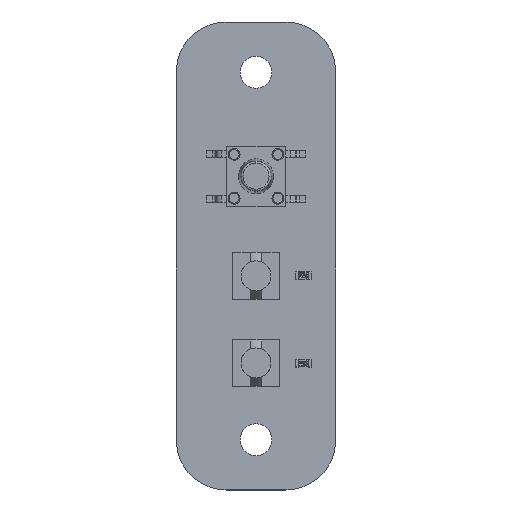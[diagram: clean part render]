
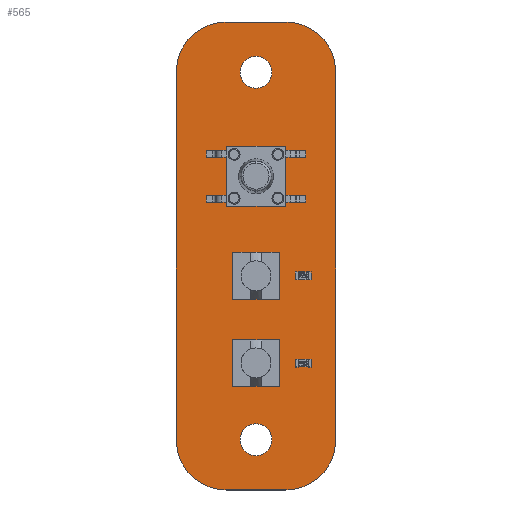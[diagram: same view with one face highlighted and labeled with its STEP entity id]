
A CAD part, top view. The second image highlights one B-rep face of the part: STEP entity #565.
In plain terms, the highlighted planar face has unit normal (0, 0, 1).
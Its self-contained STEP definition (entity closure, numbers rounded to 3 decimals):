
#84 = VERTEX_POINT('',#85);
#85 = CARTESIAN_POINT('',(0.,5.,1.6));
#91 = EDGE_CURVE('',#84,#92,#94,.T.);
#92 = VERTEX_POINT('',#93);
#93 = CARTESIAN_POINT('',(5.,0.,1.6));
#94 = CIRCLE('',#95,5.);
#95 = AXIS2_PLACEMENT_3D('',#96,#97,#98);
#96 = CARTESIAN_POINT('',(5.,5.,1.6));
#97 = DIRECTION('',(0.,0.,1.));
#98 = DIRECTION('',(-1.,0.,0.));
#124 = EDGE_CURVE('',#92,#125,#127,.T.);
#125 = VERTEX_POINT('',#126);
#126 = CARTESIAN_POINT('',(11.,0.,1.6));
#127 = LINE('',#128,#129);
#128 = CARTESIAN_POINT('',(5.,0.,1.6));
#129 = VECTOR('',#130,1.);
#130 = DIRECTION('',(1.,0.,0.));
#155 = EDGE_CURVE('',#125,#156,#158,.T.);
#156 = VERTEX_POINT('',#157);
#157 = CARTESIAN_POINT('',(16.,5.,1.6));
#158 = CIRCLE('',#159,5.);
#159 = AXIS2_PLACEMENT_3D('',#160,#161,#162);
#160 = CARTESIAN_POINT('',(11.,5.,1.6));
#161 = DIRECTION('',(0.,0.,1.));
#162 = DIRECTION('',(0.,-1.,0.));
#188 = EDGE_CURVE('',#156,#189,#191,.T.);
#189 = VERTEX_POINT('',#190);
#190 = CARTESIAN_POINT('',(16.,42.,1.6));
#191 = LINE('',#192,#193);
#192 = CARTESIAN_POINT('',(16.,5.,1.6));
#193 = VECTOR('',#194,1.);
#194 = DIRECTION('',(0.,1.,0.));
#219 = EDGE_CURVE('',#189,#220,#222,.T.);
#220 = VERTEX_POINT('',#221);
#221 = CARTESIAN_POINT('',(11.,47.,1.6));
#222 = CIRCLE('',#223,5.);
#223 = AXIS2_PLACEMENT_3D('',#224,#225,#226);
#224 = CARTESIAN_POINT('',(11.,42.,1.6));
#225 = DIRECTION('',(0.,0.,1.));
#226 = DIRECTION('',(1.,0.,0.));
#252 = EDGE_CURVE('',#220,#253,#255,.T.);
#253 = VERTEX_POINT('',#254);
#254 = CARTESIAN_POINT('',(5.,47.,1.6));
#255 = LINE('',#256,#257);
#256 = CARTESIAN_POINT('',(11.,47.,1.6));
#257 = VECTOR('',#258,1.);
#258 = DIRECTION('',(-1.,0.,0.));
#283 = EDGE_CURVE('',#253,#284,#286,.T.);
#284 = VERTEX_POINT('',#285);
#285 = CARTESIAN_POINT('',(0.,42.,1.6));
#286 = CIRCLE('',#287,5.);
#287 = AXIS2_PLACEMENT_3D('',#288,#289,#290);
#288 = CARTESIAN_POINT('',(5.,42.,1.6));
#289 = DIRECTION('',(0.,0.,1.));
#290 = DIRECTION('',(0.,1.,0.));
#316 = EDGE_CURVE('',#284,#84,#317,.T.);
#317 = LINE('',#318,#319);
#318 = CARTESIAN_POINT('',(0.,42.,1.6));
#319 = VECTOR('',#320,1.);
#320 = DIRECTION('',(0.,-1.,0.));
#340 = VERTEX_POINT('',#341);
#341 = CARTESIAN_POINT('',(9.6,5.05,1.6));
#347 = EDGE_CURVE('',#340,#340,#348,.T.);
#348 = CIRCLE('',#349,1.6);
#349 = AXIS2_PLACEMENT_3D('',#350,#351,#352);
#350 = CARTESIAN_POINT('',(8.,5.05,1.6));
#351 = DIRECTION('',(0.,0.,1.));
#352 = DIRECTION('',(1.,0.,0.));
#373 = VERTEX_POINT('',#374);
#374 = CARTESIAN_POINT('',(6.275,19.45,1.6));
#380 = EDGE_CURVE('',#373,#373,#381,.T.);
#381 = CIRCLE('',#382,0.325);
#382 = AXIS2_PLACEMENT_3D('',#383,#384,#385);
#383 = CARTESIAN_POINT('',(5.95,19.45,1.6));
#384 = DIRECTION('',(0.,0.,1.));
#385 = DIRECTION('',(1.,0.,0.));
#406 = VERTEX_POINT('',#407);
#407 = CARTESIAN_POINT('',(6.275,10.7,1.6));
#413 = EDGE_CURVE('',#406,#406,#414,.T.);
#414 = CIRCLE('',#415,0.325);
#415 = AXIS2_PLACEMENT_3D('',#416,#417,#418);
#416 = CARTESIAN_POINT('',(5.95,10.7,1.6));
#417 = DIRECTION('',(0.,0.,1.));
#418 = DIRECTION('',(1.,0.,0.));
#439 = VERTEX_POINT('',#440);
#440 = CARTESIAN_POINT('',(10.375,14.8,1.6));
#446 = EDGE_CURVE('',#439,#439,#447,.T.);
#447 = CIRCLE('',#448,0.325);
#448 = AXIS2_PLACEMENT_3D('',#449,#450,#451);
#449 = CARTESIAN_POINT('',(10.05,14.8,1.6));
#450 = DIRECTION('',(0.,0.,1.));
#451 = DIRECTION('',(1.,0.,0.));
#472 = VERTEX_POINT('',#473);
#473 = CARTESIAN_POINT('',(9.6,41.95,1.6));
#479 = EDGE_CURVE('',#472,#472,#480,.T.);
#480 = CIRCLE('',#481,1.6);
#481 = AXIS2_PLACEMENT_3D('',#482,#483,#484);
#482 = CARTESIAN_POINT('',(8.,41.95,1.6));
#483 = DIRECTION('',(0.,0.,1.));
#484 = DIRECTION('',(1.,0.,0.));
#505 = VERTEX_POINT('',#506);
#506 = CARTESIAN_POINT('',(10.375,23.55,1.6));
#512 = EDGE_CURVE('',#505,#505,#513,.T.);
#513 = CIRCLE('',#514,0.325);
#514 = AXIS2_PLACEMENT_3D('',#515,#516,#517);
#515 = CARTESIAN_POINT('',(10.05,23.55,1.6));
#516 = DIRECTION('',(0.,0.,1.));
#517 = DIRECTION('',(1.,0.,0.));
#565 = ADVANCED_FACE('',(#566,#576,#579,#582,#585,#588,#591),#594,.F.);
#566 = FACE_BOUND('',#567,.T.);
#567 = EDGE_LOOP('',(#568,#569,#570,#571,#572,#573,#574,#575));
#568 = ORIENTED_EDGE('',*,*,#91,.T.);
#569 = ORIENTED_EDGE('',*,*,#124,.T.);
#570 = ORIENTED_EDGE('',*,*,#155,.T.);
#571 = ORIENTED_EDGE('',*,*,#188,.T.);
#572 = ORIENTED_EDGE('',*,*,#219,.T.);
#573 = ORIENTED_EDGE('',*,*,#252,.T.);
#574 = ORIENTED_EDGE('',*,*,#283,.T.);
#575 = ORIENTED_EDGE('',*,*,#316,.T.);
#576 = FACE_BOUND('',#577,.F.);
#577 = EDGE_LOOP('',(#578));
#578 = ORIENTED_EDGE('',*,*,#347,.T.);
#579 = FACE_BOUND('',#580,.F.);
#580 = EDGE_LOOP('',(#581));
#581 = ORIENTED_EDGE('',*,*,#380,.T.);
#582 = FACE_BOUND('',#583,.F.);
#583 = EDGE_LOOP('',(#584));
#584 = ORIENTED_EDGE('',*,*,#413,.T.);
#585 = FACE_BOUND('',#586,.F.);
#586 = EDGE_LOOP('',(#587));
#587 = ORIENTED_EDGE('',*,*,#446,.T.);
#588 = FACE_BOUND('',#589,.F.);
#589 = EDGE_LOOP('',(#590));
#590 = ORIENTED_EDGE('',*,*,#479,.T.);
#591 = FACE_BOUND('',#592,.F.);
#592 = EDGE_LOOP('',(#593));
#593 = ORIENTED_EDGE('',*,*,#512,.T.);
#594 = PLANE('',#595);
#595 = AXIS2_PLACEMENT_3D('',#596,#597,#598);
#596 = CARTESIAN_POINT('',(0.,5.,1.6));
#597 = DIRECTION('',(0.,0.,-1.));
#598 = DIRECTION('',(-1.,0.,0.));
